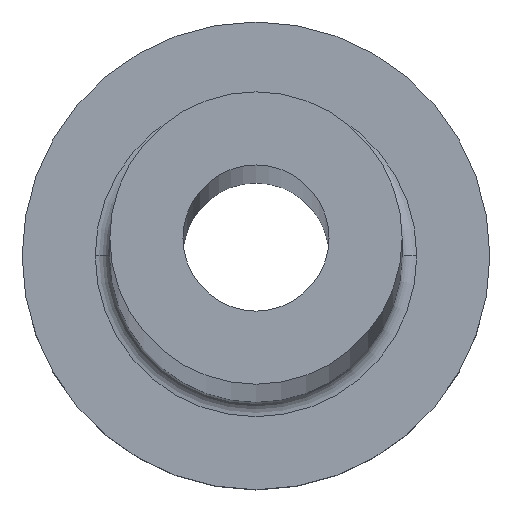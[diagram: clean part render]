
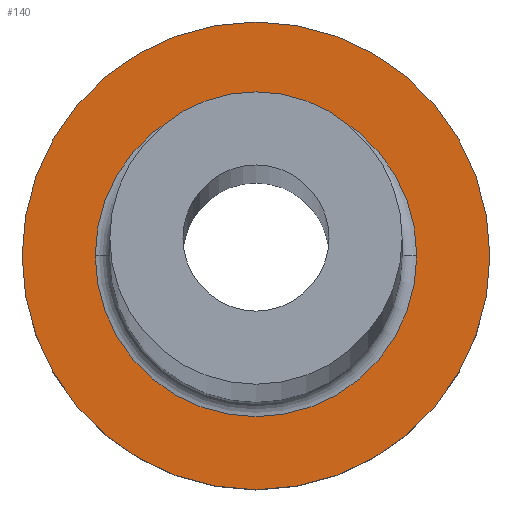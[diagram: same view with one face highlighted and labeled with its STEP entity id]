
A CAD part, top view. The second image highlights one B-rep face of the part: STEP entity #140.
In plain terms, the highlighted planar face has unit normal (0, 0, 1).
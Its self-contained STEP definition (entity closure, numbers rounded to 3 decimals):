
#12 = CIRCLE ( 'NONE', #293, 5.5 ) ;
#13 = DIRECTION ( 'NONE',  ( 1., 0., 0. ) ) ;
#17 = VERTEX_POINT ( 'NONE', #270 ) ;
#19 = FACE_BOUND ( 'NONE', #20, .T. ) ;
#20 = EDGE_LOOP ( 'NONE', ( #349, #248 ) ) ;
#28 = VERTEX_POINT ( 'NONE', #90 ) ;
#50 = CARTESIAN_POINT ( 'NONE',  ( 0., 0., 5. ) ) ;
#64 = DIRECTION ( 'NONE',  ( 0., 0., -1. ) ) ;
#71 = ORIENTED_EDGE ( 'NONE', *, *, #353, .T. ) ;
#77 = FACE_OUTER_BOUND ( 'NONE', #136, .T. ) ;
#87 = DIRECTION ( 'NONE',  ( 1., 0., 0. ) ) ;
#89 = EDGE_CURVE ( 'NONE', #28, #17, #12, .T. ) ;
#90 = CARTESIAN_POINT ( 'NONE',  ( -5.5, 0., 5. ) ) ;
#101 = DIRECTION ( 'NONE',  ( 0., 0., 1. ) ) ;
#108 = CIRCLE ( 'NONE', #327, 5.5 ) ;
#128 = VERTEX_POINT ( 'NONE', #208 ) ;
#134 = CARTESIAN_POINT ( 'NONE',  ( 0., 0., 5. ) ) ;
#136 = EDGE_LOOP ( 'NONE', ( #71, #279 ) ) ;
#140 = ADVANCED_FACE ( 'NONE', ( #19, #77 ), #283, .T. ) ;
#159 = VERTEX_POINT ( 'NONE', #168 ) ;
#168 = CARTESIAN_POINT ( 'NONE',  ( 8., 0., 5. ) ) ;
#171 = AXIS2_PLACEMENT_3D ( 'NONE', #236, #231, #87 ) ;
#172 = DIRECTION ( 'NONE',  ( 0., 0., 1. ) ) ;
#184 = DIRECTION ( 'NONE',  ( 1., 0., 0. ) ) ;
#188 = AXIS2_PLACEMENT_3D ( 'NONE', #50, #172, #318 ) ;
#197 = CIRCLE ( 'NONE', #171, 8. ) ;
#200 = EDGE_CURVE ( 'NONE', #17, #28, #108, .T. ) ;
#208 = CARTESIAN_POINT ( 'NONE',  ( -8., 0., 5. ) ) ;
#230 = AXIS2_PLACEMENT_3D ( 'NONE', #134, #101, #252 ) ;
#231 = DIRECTION ( 'NONE',  ( 0., 0., 1. ) ) ;
#236 = CARTESIAN_POINT ( 'NONE',  ( 0., 0., 5. ) ) ;
#248 = ORIENTED_EDGE ( 'NONE', *, *, #89, .T. ) ;
#252 = DIRECTION ( 'NONE',  ( 1., 0., 0. ) ) ;
#270 = CARTESIAN_POINT ( 'NONE',  ( 5.5, 0., 5. ) ) ;
#279 = ORIENTED_EDGE ( 'NONE', *, *, #321, .T. ) ;
#283 = PLANE ( 'NONE',  #230 ) ;
#293 = AXIS2_PLACEMENT_3D ( 'NONE', #331, #64, #184 ) ;
#318 = DIRECTION ( 'NONE',  ( 1., 0., 0. ) ) ;
#321 = EDGE_CURVE ( 'NONE', #159, #128, #197, .T. ) ;
#327 = AXIS2_PLACEMENT_3D ( 'NONE', #362, #364, #13 ) ;
#331 = CARTESIAN_POINT ( 'NONE',  ( 0., 0., 5. ) ) ;
#349 = ORIENTED_EDGE ( 'NONE', *, *, #200, .T. ) ;
#353 = EDGE_CURVE ( 'NONE', #128, #159, #356, .T. ) ;
#356 = CIRCLE ( 'NONE', #188, 8. ) ;
#362 = CARTESIAN_POINT ( 'NONE',  ( 0., 0., 5. ) ) ;
#364 = DIRECTION ( 'NONE',  ( 0., 0., -1. ) ) ;
